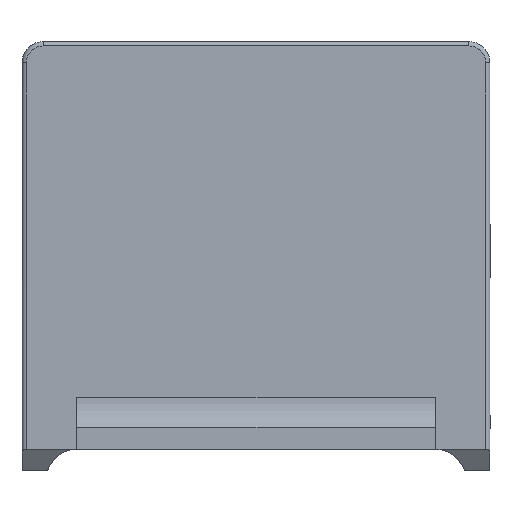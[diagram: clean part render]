
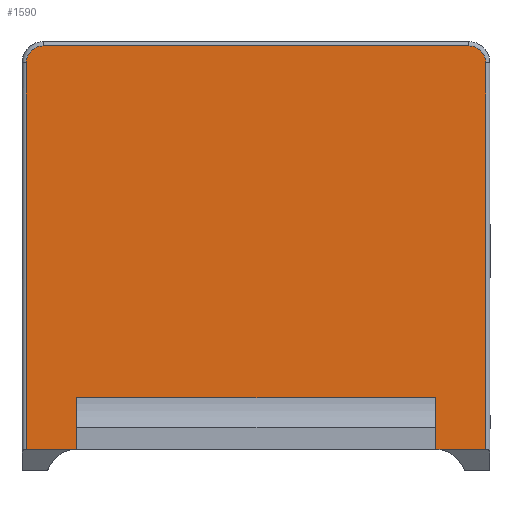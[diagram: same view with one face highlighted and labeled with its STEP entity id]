
A CAD part, left-side view. The second image highlights one B-rep face of the part: STEP entity #1590.
In plain terms, the highlighted planar face has unit normal (-1, 0, 0).
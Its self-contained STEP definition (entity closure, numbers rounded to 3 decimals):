
#917=AXIS2_PLACEMENT_3D('Circle Axis2P3D',#915,#916,$) ;
#1506=AXIS2_PLACEMENT_3D('Plane Axis2P3D',#1503,#1504,#1505) ;
#1531=AXIS2_PLACEMENT_3D('Circle Axis2P3D',#1529,#1530,$) ;
#1552=AXIS2_PLACEMENT_3D('Circle Axis2P3D',#1550,#1551,$) ;
#1566=AXIS2_PLACEMENT_3D('Circle Axis2P3D',#1564,#1565,$) ;
#912=CARTESIAN_POINT('Vertex',(1.05,19.425,1.)) ;
#915=CARTESIAN_POINT('Axis2P3D Location',(1.05,19.386,-0.5)) ;
#919=CARTESIAN_POINT('Vertex',(1.05,19.66,0.975)) ;
#989=CARTESIAN_POINT('Line Origine',(1.05,20.73,0.975)) ;
#993=CARTESIAN_POINT('Vertex',(1.05,21.8,0.975)) ;
#1503=CARTESIAN_POINT('Axis2P3D Location',(1.05,11.,0.)) ;
#1508=CARTESIAN_POINT('Line Origine',(1.05,19.425,2.2)) ;
#1512=CARTESIAN_POINT('Vertex',(1.05,19.425,3.4)) ;
#1515=CARTESIAN_POINT('Line Origine',(1.05,11.,3.4)) ;
#1519=CARTESIAN_POINT('Vertex',(1.05,2.575,3.4)) ;
#1522=CARTESIAN_POINT('Line Origine',(1.05,2.575,2.2)) ;
#1526=CARTESIAN_POINT('Vertex',(1.05,2.575,0.999)) ;
#1529=CARTESIAN_POINT('Axis2P3D Location',(1.05,2.614,-0.5)) ;
#1533=CARTESIAN_POINT('Vertex',(1.05,2.34,0.975)) ;
#1536=CARTESIAN_POINT('Line Origine',(1.05,1.27,0.975)) ;
#1540=CARTESIAN_POINT('Vertex',(1.05,0.2,0.975)) ;
#1543=CARTESIAN_POINT('Line Origine',(1.05,0.2,10.062)) ;
#1547=CARTESIAN_POINT('Vertex',(1.05,0.2,19.15)) ;
#1550=CARTESIAN_POINT('Axis2P3D Location',(1.05,1.,19.15)) ;
#1554=CARTESIAN_POINT('Vertex',(1.05,1.,19.95)) ;
#1557=CARTESIAN_POINT('Line Origine',(1.05,11.,19.95)) ;
#1561=CARTESIAN_POINT('Vertex',(1.05,21.,19.95)) ;
#1564=CARTESIAN_POINT('Axis2P3D Location',(1.05,21.,19.15)) ;
#1568=CARTESIAN_POINT('Vertex',(1.05,21.8,19.15)) ;
#1571=CARTESIAN_POINT('Line Origine',(1.05,21.8,10.062)) ;
#916=DIRECTION('Axis2P3D Direction',(-1.,0.,0.)) ;
#990=DIRECTION('Vector Direction',(0.,1.,0.)) ;
#1504=DIRECTION('Axis2P3D Direction',(-1.,0.,0.)) ;
#1505=DIRECTION('Axis2P3D XDirection',(0.,-1.,0.)) ;
#1509=DIRECTION('Vector Direction',(0.,0.,-1.)) ;
#1516=DIRECTION('Vector Direction',(0.,-1.,0.)) ;
#1523=DIRECTION('Vector Direction',(0.,0.,-1.)) ;
#1530=DIRECTION('Axis2P3D Direction',(-1.,0.,0.)) ;
#1537=DIRECTION('Vector Direction',(0.,1.,0.)) ;
#1544=DIRECTION('Vector Direction',(0.,0.,1.)) ;
#1551=DIRECTION('Axis2P3D Direction',(-1.,0.,0.)) ;
#1558=DIRECTION('Vector Direction',(0.,-1.,0.)) ;
#1565=DIRECTION('Axis2P3D Direction',(-1.,0.,0.)) ;
#1572=DIRECTION('Vector Direction',(0.,0.,1.)) ;
#991=VECTOR('Line Direction',#990,1.) ;
#1510=VECTOR('Line Direction',#1509,1.) ;
#1517=VECTOR('Line Direction',#1516,1.) ;
#1524=VECTOR('Line Direction',#1523,1.) ;
#1538=VECTOR('Line Direction',#1537,1.) ;
#1545=VECTOR('Line Direction',#1544,1.) ;
#1559=VECTOR('Line Direction',#1558,1.) ;
#1573=VECTOR('Line Direction',#1572,1.) ;
#1577=ORIENTED_EDGE('',*,*,#995,.F.) ;
#1578=ORIENTED_EDGE('',*,*,#921,.T.) ;
#1579=ORIENTED_EDGE('',*,*,#1514,.T.) ;
#1580=ORIENTED_EDGE('',*,*,#1521,.T.) ;
#1581=ORIENTED_EDGE('',*,*,#1528,.F.) ;
#1582=ORIENTED_EDGE('',*,*,#1535,.T.) ;
#1583=ORIENTED_EDGE('',*,*,#1542,.F.) ;
#1584=ORIENTED_EDGE('',*,*,#1549,.T.) ;
#1585=ORIENTED_EDGE('',*,*,#1556,.T.) ;
#1586=ORIENTED_EDGE('',*,*,#1563,.T.) ;
#1587=ORIENTED_EDGE('',*,*,#1570,.T.) ;
#1588=ORIENTED_EDGE('',*,*,#1575,.T.) ;
#1590=ADVANCED_FACE('V1',(#1589),#1507,.T.) ;
#918=CIRCLE('generated circle',#917,1.5) ;
#1532=CIRCLE('generated circle',#1531,1.5) ;
#1553=CIRCLE('generated circle',#1552,0.8) ;
#1567=CIRCLE('generated circle',#1566,0.8) ;
#921=EDGE_CURVE('',#920,#913,#918,.F.) ;
#995=EDGE_CURVE('',#920,#994,#992,.T.) ;
#1514=EDGE_CURVE('',#913,#1513,#1511,.F.) ;
#1521=EDGE_CURVE('',#1513,#1520,#1518,.T.) ;
#1528=EDGE_CURVE('',#1527,#1520,#1525,.F.) ;
#1535=EDGE_CURVE('',#1527,#1534,#1532,.F.) ;
#1542=EDGE_CURVE('',#1541,#1534,#1539,.T.) ;
#1549=EDGE_CURVE('',#1541,#1548,#1546,.T.) ;
#1556=EDGE_CURVE('',#1548,#1555,#1553,.T.) ;
#1563=EDGE_CURVE('',#1555,#1562,#1560,.F.) ;
#1570=EDGE_CURVE('',#1562,#1569,#1567,.T.) ;
#1575=EDGE_CURVE('',#1569,#994,#1574,.F.) ;
#1576=EDGE_LOOP('',(#1577,#1578,#1579,#1580,#1581,#1582,#1583,#1584,#1585,#1586,#1587,#1588)) ;
#1589=FACE_OUTER_BOUND('',#1576,.T.) ;
#992=LINE('Line',#989,#991) ;
#1511=LINE('Line',#1508,#1510) ;
#1518=LINE('Line',#1515,#1517) ;
#1525=LINE('Line',#1522,#1524) ;
#1539=LINE('Line',#1536,#1538) ;
#1546=LINE('Line',#1543,#1545) ;
#1560=LINE('Line',#1557,#1559) ;
#1574=LINE('Line',#1571,#1573) ;
#1507=PLANE('',#1506) ;
#913=VERTEX_POINT('',#912) ;
#920=VERTEX_POINT('',#919) ;
#994=VERTEX_POINT('',#993) ;
#1513=VERTEX_POINT('',#1512) ;
#1520=VERTEX_POINT('',#1519) ;
#1527=VERTEX_POINT('',#1526) ;
#1534=VERTEX_POINT('',#1533) ;
#1541=VERTEX_POINT('',#1540) ;
#1548=VERTEX_POINT('',#1547) ;
#1555=VERTEX_POINT('',#1554) ;
#1562=VERTEX_POINT('',#1561) ;
#1569=VERTEX_POINT('',#1568) ;
